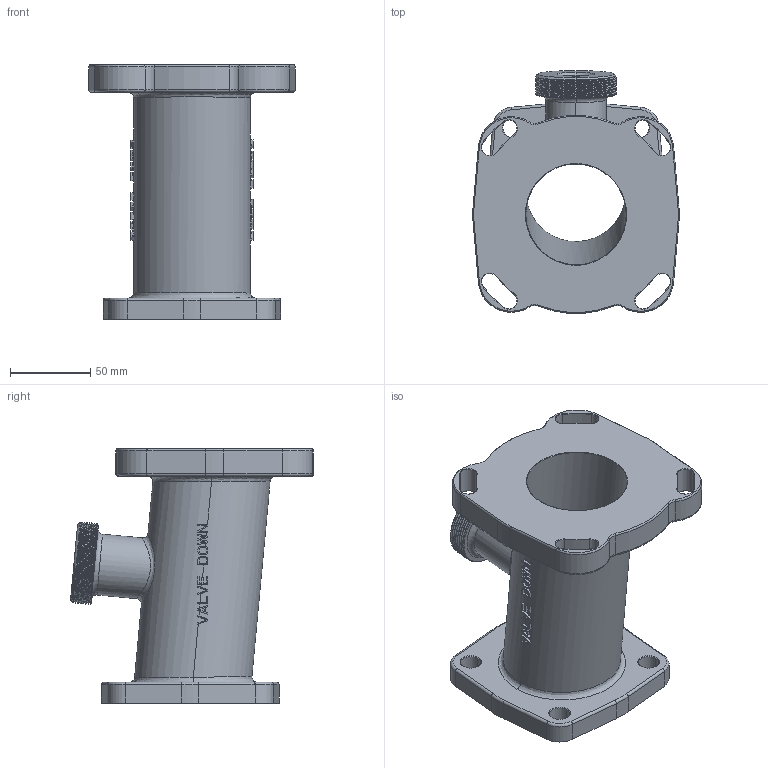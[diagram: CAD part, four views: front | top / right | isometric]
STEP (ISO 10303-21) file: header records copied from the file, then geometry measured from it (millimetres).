
FILE_DESCRIPTION((''),'2;1');
FILE_NAME('D40314','2015-10-26T',('sobri'),(''),'CREO PARAMETRIC BY PTC INC, 2015290','CREO PARAMETRIC BY PTC INC, 2015290','');
FILE_SCHEMA(('CONFIG_CONTROL_DESIGN'));
Length unit declared in the file: inch
Products named in the file (1): D40314
Bounding box: 128.93 x 151.69 x 158.75 mm (x, y, z)
Volume: 466314.5 mm3; surface area: 125596.1 mm2
Topology: 1 solids, 1 shells, 506 faces, 1358 edges, 865 vertices
Faces by surface type: plane 309, cylinder 90, cone 54, torus 34, bspline 19
Entity records: 19825 total; most frequent: CARTESIAN_POINT 7553, ORIENTED_EDGE 2716, DIRECTION 2304, EDGE_CURVE 1358, VERTEX_POINT 865, VECTOR 782, LINE 782, AXIS2_PLACEMENT_3D 761
